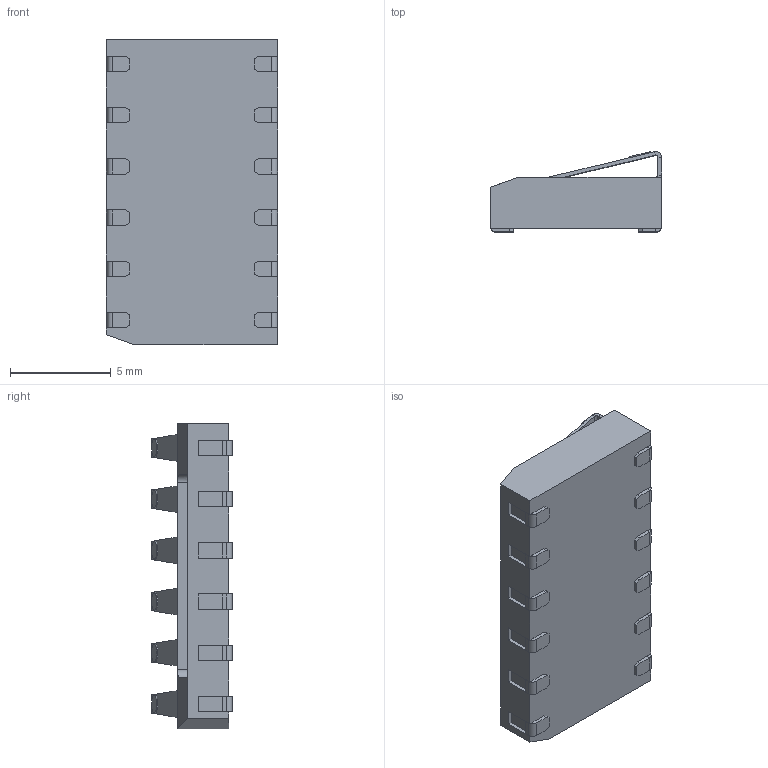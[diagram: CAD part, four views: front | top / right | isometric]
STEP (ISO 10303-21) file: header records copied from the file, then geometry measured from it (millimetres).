
FILE_DESCRIPTION (( 'STEP AP214' ), '1' );
FILE_NAME ('70AAJ-6-M0G.STEP', '2022-05-27T16:25:51', ( '' ), ( '' ), 'SwSTEP 2.0', 'SolidWorks 2017', '' );
FILE_SCHEMA (( 'AUTOMOTIVE_DESIGN' ));
Length unit declared in the file: millimetre
Products named in the file (1): 70AAJ-6-M0G
Bounding box: 8.48 x 3.99 x 15.16 mm (x, y, z)
Volume: 180.4 mm3; surface area: 934.7 mm2
Topology: 13 solids, 13 shells, 615 faces, 1474 edges, 885 vertices
Faces by surface type: plane 481, cylinder 98, bspline 36
Entity records: 18336 total; most frequent: CARTESIAN_POINT 4361, ORIENTED_EDGE 2948, DIRECTION 2694, EDGE_CURVE 1474, LINE 1218, VECTOR 1218, VERTEX_POINT 885, AXIS2_PLACEMENT_3D 738
